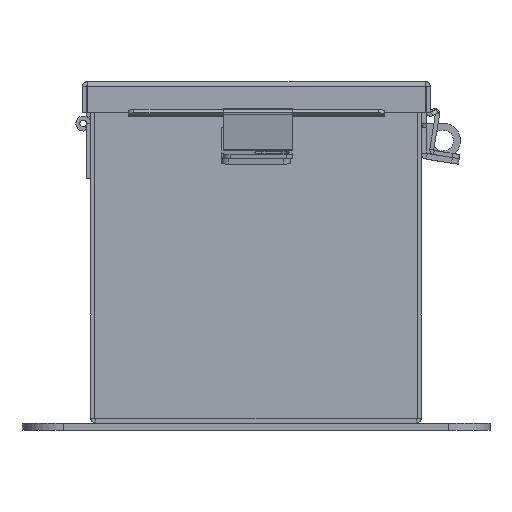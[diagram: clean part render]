
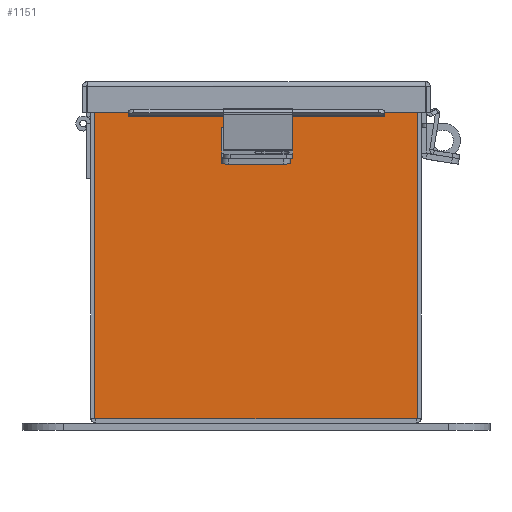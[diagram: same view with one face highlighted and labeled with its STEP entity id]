
A CAD part, front view. The second image highlights one B-rep face of the part: STEP entity #1151.
In plain terms, the highlighted face is planar.
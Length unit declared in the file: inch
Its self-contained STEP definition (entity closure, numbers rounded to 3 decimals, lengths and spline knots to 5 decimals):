
#61 = CARTESIAN_POINT ( 'NONE',  ( -2.9253, 0., -2.9253 ) ) ;
#271 = DIRECTION ( 'NONE',  ( 0., 0., 1. ) ) ;
#454 = ORIENTED_EDGE ( 'NONE', *, *, #9184, .T. ) ;
#718 = VECTOR ( 'NONE', #7282, 39.37008 ) ;
#769 = CARTESIAN_POINT ( 'NONE',  ( 2.61965, 0., 2.9253 ) ) ;
#809 = VERTEX_POINT ( 'NONE', #3852 ) ;
#1151 = ADVANCED_FACE ( 'NONE', ( #12037 ), #15282, .F. ) ;
#1405 = CARTESIAN_POINT ( 'NONE',  ( -2.5823, 0., 2.9123 ) ) ;
#1591 = VERTEX_POINT ( 'NONE', #12738 ) ;
#1754 = LINE ( 'NONE', #6164, #14146 ) ;
#1790 = CARTESIAN_POINT ( 'NONE',  ( -2.5823, 0., 0. ) ) ;
#2175 = DIRECTION ( 'NONE',  ( 1., 0., 0. ) ) ;
#2445 = VERTEX_POINT ( 'NONE', #769 ) ;
#2575 = ORIENTED_EDGE ( 'NONE', *, *, #15212, .F. ) ;
#2626 = VECTOR ( 'NONE', #14962, 39.37008 ) ;
#2670 = EDGE_CURVE ( 'NONE', #2445, #13265, #5194, .T. ) ;
#2774 = AXIS2_PLACEMENT_3D ( 'NONE', #15380, #7162, #5509 ) ;
#3022 = LINE ( 'NONE', #1790, #12202 ) ;
#3059 = DIRECTION ( 'NONE',  ( 0., 1., 0. ) ) ;
#3155 = CARTESIAN_POINT ( 'NONE',  ( 2.9253, 0., -2.9253 ) ) ;
#3213 = LINE ( 'NONE', #6337, #718 ) ;
#3258 = EDGE_CURVE ( 'NONE', #6022, #4025, #6314, .T. ) ;
#3852 = CARTESIAN_POINT ( 'NONE',  ( -2.9253, 0., 2.9253 ) ) ;
#3989 = VECTOR ( 'NONE', #271, 39.37008 ) ;
#4025 = VERTEX_POINT ( 'NONE', #6608 ) ;
#4250 = ORIENTED_EDGE ( 'NONE', *, *, #13259, .F. ) ;
#4268 = EDGE_CURVE ( 'NONE', #11582, #4025, #15044, .T. ) ;
#4341 = CARTESIAN_POINT ( 'NONE',  ( 2.60098, 0., 2.87495 ) ) ;
#4358 = ORIENTED_EDGE ( 'NONE', *, *, #4561, .T. ) ;
#4561 = EDGE_CURVE ( 'NONE', #809, #14858, #1754, .T. ) ;
#4674 = CIRCLE ( 'NONE', #4754, 0.01868 ) ;
#4719 = LINE ( 'NONE', #14631, #3989 ) ;
#4754 = AXIS2_PLACEMENT_3D ( 'NONE', #10262, #3059, #11440 ) ;
#5194 = LINE ( 'NONE', #9371, #8755 ) ;
#5509 = DIRECTION ( 'NONE',  ( 0., 0., -1. ) ) ;
#5531 = DIRECTION ( 'NONE',  ( 0., 0., -1. ) ) ;
#5571 = VERTEX_POINT ( 'NONE', #5747 ) ;
#5668 = VECTOR ( 'NONE', #13729, 39.37008 ) ;
#5747 = CARTESIAN_POINT ( 'NONE',  ( -2.61965, 0., 2.87495 ) ) ;
#6022 = VERTEX_POINT ( 'NONE', #8656 ) ;
#6164 = CARTESIAN_POINT ( 'NONE',  ( -2.9253, 0., 2.9253 ) ) ;
#6220 = EDGE_LOOP ( 'NONE', ( #14356, #11853, #4250, #9734, #12129, #2575, #14051, #10269, #454, #14940, #14593, #4358 ) ) ;
#6314 = LINE ( 'NONE', #15279, #14367 ) ;
#6337 = CARTESIAN_POINT ( 'NONE',  ( -2.9253, 0., 2.9253 ) ) ;
#6608 = CARTESIAN_POINT ( 'NONE',  ( 2.5823, 0., 2.9123 ) ) ;
#6617 = CARTESIAN_POINT ( 'NONE',  ( 2.9253, 0., 2.9253 ) ) ;
#6759 = EDGE_CURVE ( 'NONE', #14697, #12474, #14815, .T. ) ;
#7162 = DIRECTION ( 'NONE',  ( 0., -1., 0. ) ) ;
#7228 = CARTESIAN_POINT ( 'NONE',  ( -2.5823, 0., 2.9123 ) ) ;
#7282 = DIRECTION ( 'NONE',  ( 0., 0., 1. ) ) ;
#7488 = CARTESIAN_POINT ( 'NONE',  ( -2.9253, 0., -2.9253 ) ) ;
#7810 = VECTOR ( 'NONE', #13195, 39.37008 ) ;
#8249 = EDGE_CURVE ( 'NONE', #12474, #809, #3213, .T. ) ;
#8350 = VECTOR ( 'NONE', #12280, 39.37008 ) ;
#8399 = CARTESIAN_POINT ( 'NONE',  ( 2.9253, 0., 2.9253 ) ) ;
#8656 = CARTESIAN_POINT ( 'NONE',  ( 2.5823, 0., 2.87495 ) ) ;
#8755 = VECTOR ( 'NONE', #2175, 39.37008 ) ;
#9010 = LINE ( 'NONE', #13783, #2626 ) ;
#9184 = EDGE_CURVE ( 'NONE', #13265, #14697, #14552, .T. ) ;
#9371 = CARTESIAN_POINT ( 'NONE',  ( -2.9253, 0., 2.9253 ) ) ;
#9734 = ORIENTED_EDGE ( 'NONE', *, *, #4268, .T. ) ;
#9755 = DIRECTION ( 'NONE',  ( 1., 0., 0. ) ) ;
#10262 = CARTESIAN_POINT ( 'NONE',  ( -2.60097, 0., 2.87495 ) ) ;
#10269 = ORIENTED_EDGE ( 'NONE', *, *, #2670, .T. ) ;
#10654 = DIRECTION ( 'NONE',  ( 0., 0., 1. ) ) ;
#10705 = CARTESIAN_POINT ( 'NONE',  ( -2.61965, 0., 2.9253 ) ) ;
#11063 = VERTEX_POINT ( 'NONE', #13218 ) ;
#11408 = DIRECTION ( 'NONE',  ( 0., 0., -1. ) ) ;
#11440 = DIRECTION ( 'NONE',  ( 0., 0., -1. ) ) ;
#11582 = VERTEX_POINT ( 'NONE', #7228 ) ;
#11853 = ORIENTED_EDGE ( 'NONE', *, *, #13917, .F. ) ;
#12037 = FACE_OUTER_BOUND ( 'NONE', #6220, .T. ) ;
#12129 = ORIENTED_EDGE ( 'NONE', *, *, #3258, .F. ) ;
#12202 = VECTOR ( 'NONE', #11408, 39.37008 ) ;
#12280 = DIRECTION ( 'NONE',  ( 1., 0., 0. ) ) ;
#12464 = EDGE_CURVE ( 'NONE', #5571, #14858, #4719, .T. ) ;
#12474 = VERTEX_POINT ( 'NONE', #7488 ) ;
#12709 = DIRECTION ( 'NONE',  ( 0., 1., 0. ) ) ;
#12738 = CARTESIAN_POINT ( 'NONE',  ( -2.5823, 0., 2.87495 ) ) ;
#13133 = AXIS2_PLACEMENT_3D ( 'NONE', #4341, #12709, #5531 ) ;
#13195 = DIRECTION ( 'NONE',  ( 0., 0., -1. ) ) ;
#13218 = CARTESIAN_POINT ( 'NONE',  ( 2.61965, 0., 2.87495 ) ) ;
#13259 = EDGE_CURVE ( 'NONE', #11582, #1591, #3022, .T. ) ;
#13263 = EDGE_CURVE ( 'NONE', #2445, #11063, #9010, .T. ) ;
#13265 = VERTEX_POINT ( 'NONE', #6617 ) ;
#13632 = CIRCLE ( 'NONE', #13133, 0.01868 ) ;
#13729 = DIRECTION ( 'NONE',  ( -1., 0., 0. ) ) ;
#13783 = CARTESIAN_POINT ( 'NONE',  ( 2.61965, 0., 0. ) ) ;
#13917 = EDGE_CURVE ( 'NONE', #1591, #5571, #4674, .T. ) ;
#14051 = ORIENTED_EDGE ( 'NONE', *, *, #13263, .F. ) ;
#14146 = VECTOR ( 'NONE', #9755, 39.37008 ) ;
#14356 = ORIENTED_EDGE ( 'NONE', *, *, #12464, .F. ) ;
#14367 = VECTOR ( 'NONE', #10654, 39.37008 ) ;
#14552 = LINE ( 'NONE', #8399, #7810 ) ;
#14593 = ORIENTED_EDGE ( 'NONE', *, *, #8249, .T. ) ;
#14631 = CARTESIAN_POINT ( 'NONE',  ( -2.61965, 0., 0. ) ) ;
#14697 = VERTEX_POINT ( 'NONE', #3155 ) ;
#14815 = LINE ( 'NONE', #61, #5668 ) ;
#14858 = VERTEX_POINT ( 'NONE', #10705 ) ;
#14940 = ORIENTED_EDGE ( 'NONE', *, *, #6759, .T. ) ;
#14962 = DIRECTION ( 'NONE',  ( 0., 0., -1. ) ) ;
#15044 = LINE ( 'NONE', #1405, #8350 ) ;
#15212 = EDGE_CURVE ( 'NONE', #11063, #6022, #13632, .T. ) ;
#15279 = CARTESIAN_POINT ( 'NONE',  ( 2.5823, 0., 0. ) ) ;
#15282 = PLANE ( 'NONE',  #2774 ) ;
#15380 = CARTESIAN_POINT ( 'NONE',  ( 0., 0., 0. ) ) ;
